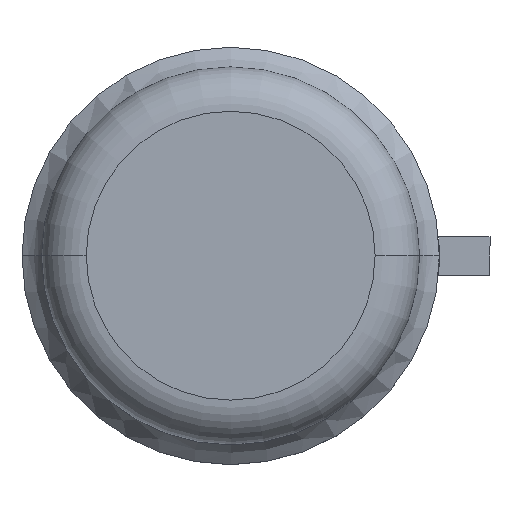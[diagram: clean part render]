
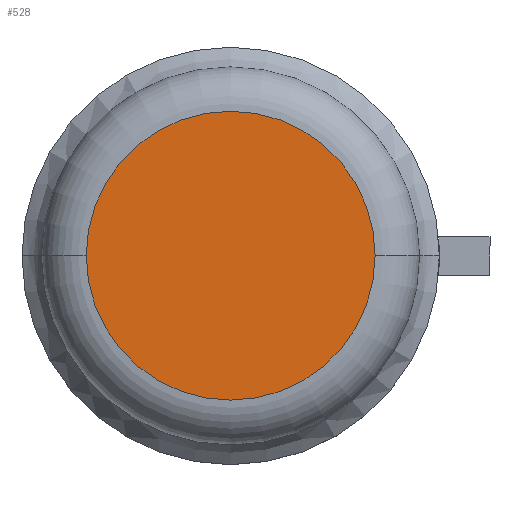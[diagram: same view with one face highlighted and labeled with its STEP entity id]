
A CAD part, top view. The second image highlights one B-rep face of the part: STEP entity #528.
In plain terms, the highlighted face is planar.
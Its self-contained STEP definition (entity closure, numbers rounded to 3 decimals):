
#448=CARTESIAN_POINT('',(-3.25,0.,4.7));
#449=VERTEX_POINT('',#448);
#457=CARTESIAN_POINT('',(3.25,0.,4.7));
#458=VERTEX_POINT('',#457);
#459=CARTESIAN_POINT('',(0.0,0.,4.7));
#460=DIRECTION('',(0.0,0.0,-1.0));
#461=DIRECTION('',(-1.0,0.0,0.0));
#462=AXIS2_PLACEMENT_3D('',#459,#460,#461);
#463=CIRCLE('',#462,3.25);
#464=EDGE_CURVE('',#449,#458,#463,.T.);
#491=CARTESIAN_POINT('',(0.0,0.,4.7));
#492=DIRECTION('',(0.0,0.0,-1.0));
#493=DIRECTION('',(-1.0,0.0,0.0));
#494=AXIS2_PLACEMENT_3D('',#491,#492,#493);
#495=CIRCLE('',#494,3.25);
#496=EDGE_CURVE('',#458,#449,#495,.T.);
#519=CARTESIAN_POINT('',(0.0,0.,4.7));
#520=DIRECTION('',(0.0,0.0,1.0));
#521=DIRECTION('',(1.0,0.0,0.0));
#522=AXIS2_PLACEMENT_3D('',#519,#520,#521);
#523=PLANE('',#522);
#524=ORIENTED_EDGE('',*,*,#496,.F.);
#525=ORIENTED_EDGE('',*,*,#464,.F.);
#526=EDGE_LOOP('',(#524,#525));
#527=FACE_OUTER_BOUND('',#526,.F.);
#528=ADVANCED_FACE('',(#527),#523,.F.);
